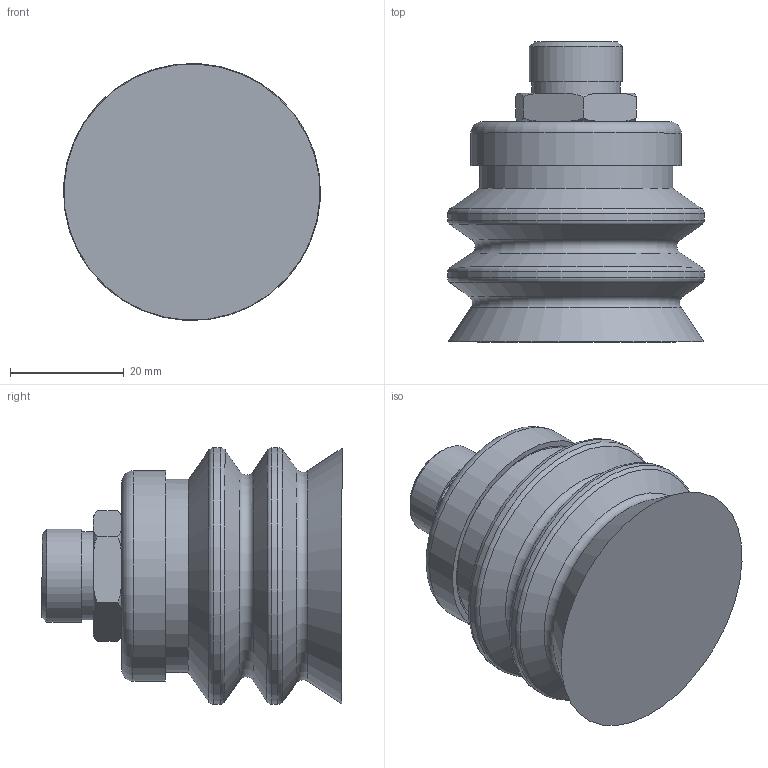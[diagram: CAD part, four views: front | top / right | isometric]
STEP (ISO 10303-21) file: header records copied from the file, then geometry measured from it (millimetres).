
FILE_DESCRIPTION(/* description */ (''),/* implementation_level */ '2;1');
FILE_NAME(/* name */ 'vf45nat_rac19r3-8m.stp',/* time_stamp */ '2024-05-21T09:25:34+02:00',/* author */ ('enginyeria3'),/* organization */ (''),/* preprocessor_version */ 'ST-DEVELOPER v20',/* originating_system */ 'Autodesk Inventor 2024',/* authorisation */ '');
FILE_SCHEMA (('AUTOMOTIVE_DESIGN { 1 0 10303 214 3 1 1 }'));
Length unit declared in the file: millimetre
Products named in the file (1): Pieza7
Bounding box: 45.14 x 52.72 x 45.15 mm (x, y, z)
Volume: 50041.3 mm3; surface area: 10117.7 mm2
Topology: 1 solids, 1 shells, 48 faces, 107 edges, 67 vertices
Faces by surface type: torus 19, plane 14, cylinder 8, cone 7
Full cylindrical faces by diameter (mm): 10 x1, 15.5 x1, 16.4 x1, 34 x1, 35 x1, 37 x1, 45.2 x2
Entity records: 1608 total; most frequent: CARTESIAN_POINT 423, DIRECTION 243, ORIENTED_EDGE 214, AXIS2_PLACEMENT_3D 111, EDGE_CURVE 107, VERTEX_POINT 67, CIRCLE 62, EDGE_LOOP 54
